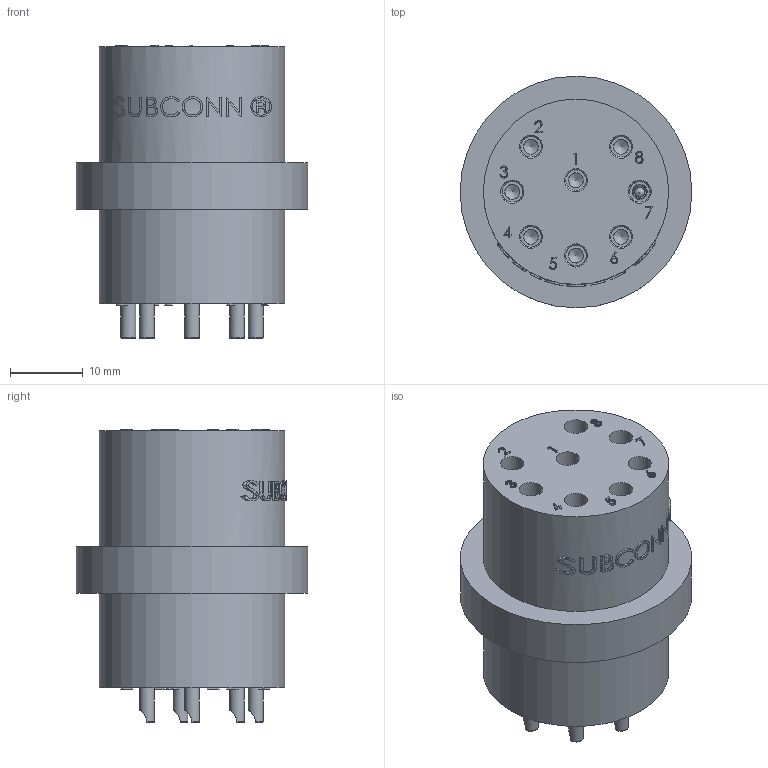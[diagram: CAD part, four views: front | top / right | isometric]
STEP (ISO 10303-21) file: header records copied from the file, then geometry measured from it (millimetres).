
FILE_DESCRIPTION(/* description */ (''),/* implementation_level */ '2;1');
FILE_NAME(/* name */ 'DAT8F.stp',/* time_stamp */ '2023-03-14T15:27:52+01:00',/* author */ ('sh'),/* organization */ (''),/* preprocessor_version */ 'ST-DEVELOPER v19.2',/* originating_system */ 'Autodesk Inventor 2023',/* authorisation */ '');
FILE_SCHEMA (('AUTOMOTIVE_DESIGN { 1 0 10303 214 3 1 1 }'));
Length unit declared in the file: millimetre
Products named in the file (1): Part10
Bounding box: 31.75 x 31.75 x 40.16 mm (x, y, z)
Volume: 18973.4 mm3; surface area: 6517.7 mm2
Topology: 1 solids, 9 shells, 756 faces, 2068 edges, 1370 vertices
Faces by surface type: plane 317, bspline 174, cylinder 113, torus 96, cone 56
Full cylindrical faces by diameter (mm): 1.321 x8, 2.032 x8, 2.037 x8, 2.057 x8, 2.723 x8, 2.743 x8, 3.175 x40, 25.4 x2, 31.75 x1
Entity records: 36466 total; most frequent: CARTESIAN_POINT 17499, ORIENTED_EDGE 4104, DIRECTION 3280, EDGE_CURVE 2052, VERTEX_POINT 1370, AXIS2_PLACEMENT_3D 1185, LINE 910, VECTOR 910
